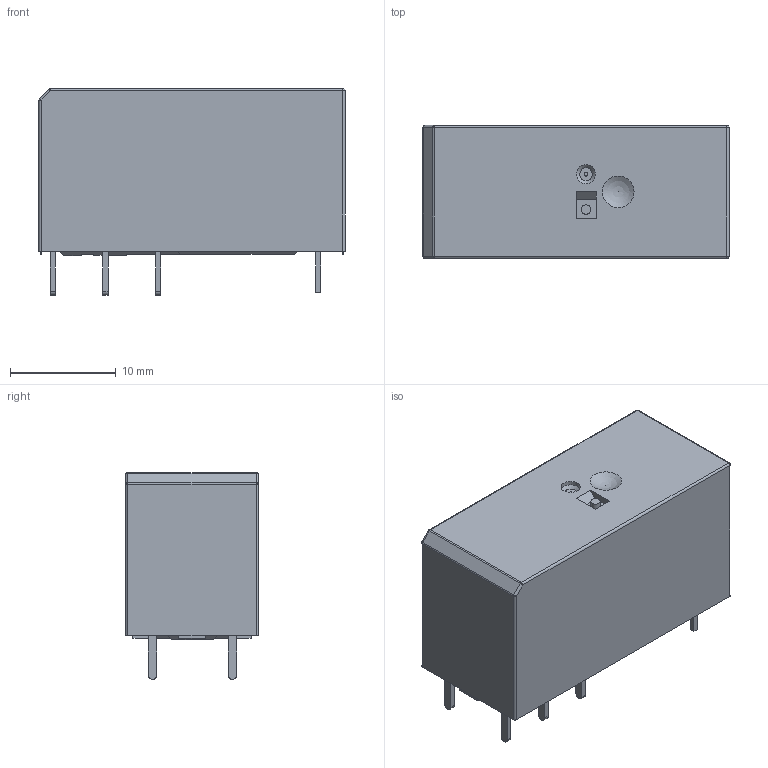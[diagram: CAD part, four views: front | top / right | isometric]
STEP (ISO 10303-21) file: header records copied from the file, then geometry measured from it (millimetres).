
FILE_DESCRIPTION(/* description */ (''),/* implementation_level */ '2;1');
FILE_NAME(/* name */ 'HF115F[9].stp',/* time_stamp */ '2018-01-08T15:58:13+08:00',/* author */ (''),/* organization */ (''),/* preprocessor_version */ 'ST-DEVELOPER v15',/* originating_system */ 'SIEMENS PLM Software NX 8.5',/* authorisation */ '');
FILE_SCHEMA (('CONFIG_CONTROL_DESIGN'));
Length unit declared in the file: millimetre
Products named in the file (1): _model9
Bounding box: 29 x 12.6 x 19.6 mm (x, y, z)
Volume: 5471.6 mm3; surface area: 2805.7 mm2
Topology: 1 solids, 6 shells, 249 faces, 645 edges, 406 vertices
Faces by surface type: plane 176, cylinder 50, sphere 10, bspline 6, torus 5, cone 2
Full cylindrical faces by diameter (mm): 0.35 x1, 0.9 x1, 1.8 x1, 2 x1
Entity records: 7516 total; most frequent: CARTESIAN_POINT 1410, ORIENTED_EDGE 1240, DIRECTION 1206, EDGE_CURVE 620, LINE 498, VECTOR 498, VERTEX_POINT 402, AXIS2_PLACEMENT_3D 354
